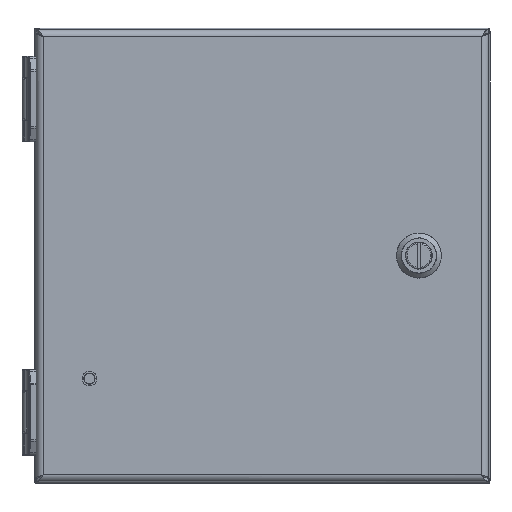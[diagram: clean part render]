
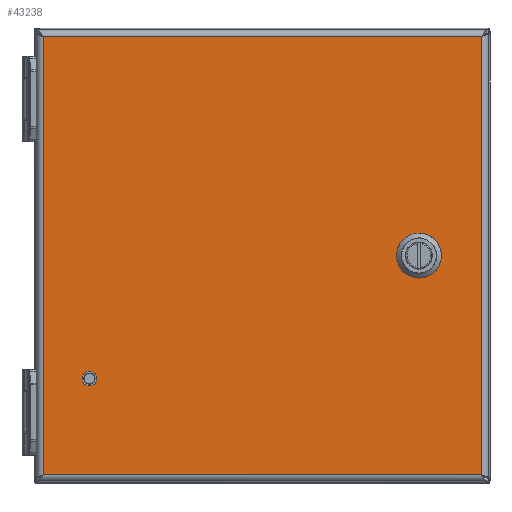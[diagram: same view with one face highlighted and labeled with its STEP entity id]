
A CAD part, top view. The second image highlights one B-rep face of the part: STEP entity #43238.
In plain terms, the highlighted planar face has unit normal (0, 0, 1).
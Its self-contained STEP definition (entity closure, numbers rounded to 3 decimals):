
#1345 = ORIENTED_EDGE ( 'NONE', *, *, #17786, .T. ) ;
#1868 = AXIS2_PLACEMENT_3D ( 'NONE', #79890, #166050, #94670 ) ;
#1934 = EDGE_CURVE ( 'NONE', #28015, #171864, #180506, .T. ) ;
#3383 = LINE ( 'NONE', #41539, #24546 ) ;
#3854 = CARTESIAN_POINT ( 'NONE',  ( 3.849, 3.85, 6.185 ) ) ;
#5205 = ORIENTED_EDGE ( 'NONE', *, *, #22020, .T. ) ;
#7195 = CIRCLE ( 'NONE', #131578, 0.32 ) ;
#8948 = FACE_OUTER_BOUND ( 'NONE', #72969, .T. ) ;
#9026 = EDGE_CURVE ( 'NONE', #165873, #74734, #89993, .T. ) ;
#9328 = VERTEX_POINT ( 'NONE', #78864 ) ;
#9843 = DIRECTION ( 'NONE',  ( 0., 0., 1. ) ) ;
#12709 = VERTEX_POINT ( 'NONE', #23418 ) ;
#14141 = AXIS2_PLACEMENT_3D ( 'NONE', #26072, #80776, #123403 ) ;
#15374 = CIRCLE ( 'NONE', #172301, 0.32 ) ;
#16825 = CARTESIAN_POINT ( 'NONE',  ( 2.663, -0.308, 6.185 ) ) ;
#17786 = EDGE_CURVE ( 'NONE', #9328, #124685, #52681, .T. ) ;
#20294 = VERTEX_POINT ( 'NONE', #175993 ) ;
#22020 = EDGE_CURVE ( 'NONE', #97140, #95046, #83233, .T. ) ;
#22223 = ORIENTED_EDGE ( 'NONE', *, *, #143345, .T. ) ;
#22588 = LINE ( 'NONE', #134754, #138892 ) ;
#23418 = CARTESIAN_POINT ( 'NONE',  ( 2.84, -0.308, 6.185 ) ) ;
#23437 = ORIENTED_EDGE ( 'NONE', *, *, #27687, .T. ) ;
#24546 = VECTOR ( 'NONE', #154584, 39.37 ) ;
#25785 = CARTESIAN_POINT ( 'NONE',  ( -0.001, 3.85, 6.185 ) ) ;
#26072 = CARTESIAN_POINT ( 'NONE',  ( 2.751, 0., 6.185 ) ) ;
#27687 = EDGE_CURVE ( 'NONE', #95046, #9328, #7195, .T. ) ;
#28015 = VERTEX_POINT ( 'NONE', #177285 ) ;
#30105 = ORIENTED_EDGE ( 'NONE', *, *, #112914, .T. ) ;
#31860 = CARTESIAN_POINT ( 'NONE',  ( -3.851, -3.85, 6.185 ) ) ;
#37731 = VECTOR ( 'NONE', #173442, 39.37 ) ;
#38743 = CARTESIAN_POINT ( 'NONE',  ( 2.84, 0.308, 6.185 ) ) ;
#39071 = EDGE_CURVE ( 'NONE', #124685, #136749, #15374, .T. ) ;
#39546 = FACE_BOUND ( 'NONE', #67289, .T. ) ;
#40489 = DIRECTION ( 'NONE',  ( 1., 0., 0. ) ) ;
#41539 = CARTESIAN_POINT ( 'NONE',  ( 3.059, -0.088, 6.185 ) ) ;
#43238 = ADVANCED_FACE ( 'NONE', ( #119286, #39546, #8948 ), #153552, .T. ) ;
#44700 = DIRECTION ( 'NONE',  ( 0., 0., -1. ) ) ;
#45733 = DIRECTION ( 'NONE',  ( 0., 0., -1. ) ) ;
#50967 = EDGE_CURVE ( 'NONE', #171864, #156588, #171392, .T. ) ;
#52681 = LINE ( 'NONE', #38743, #153725 ) ;
#59865 = EDGE_LOOP ( 'NONE', ( #182912, #5205, #23437, #1345, #154033, #64417, #30105, #92505 ) ) ;
#63203 = CARTESIAN_POINT ( 'NONE',  ( 2.663, 0.308, 6.185 ) ) ;
#64417 = ORIENTED_EDGE ( 'NONE', *, *, #123743, .T. ) ;
#67289 = EDGE_LOOP ( 'NONE', ( #22223 ) ) ;
#72969 = EDGE_LOOP ( 'NONE', ( #101190, #119136, #94328, #162560 ) ) ;
#74734 = VERTEX_POINT ( 'NONE', #94949 ) ;
#78864 = CARTESIAN_POINT ( 'NONE',  ( 2.84, 0.308, 6.185 ) ) ;
#79685 = DIRECTION ( 'NONE',  ( 1., 0., 0. ) ) ;
#79890 = CARTESIAN_POINT ( 'NONE',  ( 2.751, 0., 6.185 ) ) ;
#80776 = DIRECTION ( 'NONE',  ( 0., 0., -1. ) ) ;
#80973 = DIRECTION ( 'NONE',  ( 0., 1., 0. ) ) ;
#83233 = LINE ( 'NONE', #109175, #127609 ) ;
#85211 = CIRCLE ( 'NONE', #14141, 0.32 ) ;
#87679 = CARTESIAN_POINT ( 'NONE',  ( -3.851, 0., 6.185 ) ) ;
#89172 = CARTESIAN_POINT ( 'NONE',  ( 2.663, -0.308, 6.185 ) ) ;
#89993 = LINE ( 'NONE', #16825, #37731 ) ;
#90535 = AXIS2_PLACEMENT_3D ( 'NONE', #155944, #44700, #125390 ) ;
#92505 = ORIENTED_EDGE ( 'NONE', *, *, #9026, .T. ) ;
#94328 = ORIENTED_EDGE ( 'NONE', *, *, #154751, .T. ) ;
#94670 = DIRECTION ( 'NONE',  ( 1., 0., 0. ) ) ;
#94949 = CARTESIAN_POINT ( 'NONE',  ( 2.444, -0.088, 6.185 ) ) ;
#95046 = VERTEX_POINT ( 'NONE', #63203 ) ;
#95137 = CARTESIAN_POINT ( 'NONE',  ( -0.001, 0., 6.185 ) ) ;
#97140 = VERTEX_POINT ( 'NONE', #109565 ) ;
#99531 = CIRCLE ( 'NONE', #1868, 0.32 ) ;
#101190 = ORIENTED_EDGE ( 'NONE', *, *, #1934, .T. ) ;
#102755 = DIRECTION ( 'NONE',  ( 1., 0., 0. ) ) ;
#108255 = VECTOR ( 'NONE', #102755, 39.37 ) ;
#108279 = DIRECTION ( 'NONE',  ( -1., 0., 0. ) ) ;
#109175 = CARTESIAN_POINT ( 'NONE',  ( 2.444, 0.088, 6.185 ) ) ;
#109565 = CARTESIAN_POINT ( 'NONE',  ( 2.444, 0.088, 6.185 ) ) ;
#112914 = EDGE_CURVE ( 'NONE', #12709, #165873, #85211, .T. ) ;
#115991 = CARTESIAN_POINT ( 'NONE',  ( 3.849, -3.85, 6.185 ) ) ;
#119136 = ORIENTED_EDGE ( 'NONE', *, *, #50967, .T. ) ;
#119286 = FACE_BOUND ( 'NONE', #59865, .T. ) ;
#123403 = DIRECTION ( 'NONE',  ( 1., 0., 0. ) ) ;
#123743 = EDGE_CURVE ( 'NONE', #136749, #12709, #3383, .T. ) ;
#124685 = VERTEX_POINT ( 'NONE', #143416 ) ;
#125390 = DIRECTION ( 'NONE',  ( 1., 0., 0. ) ) ;
#127609 = VECTOR ( 'NONE', #138846, 39.37 ) ;
#131578 = AXIS2_PLACEMENT_3D ( 'NONE', #171804, #45733, #161534 ) ;
#134754 = CARTESIAN_POINT ( 'NONE',  ( 3.849, 0., 6.185 ) ) ;
#136097 = EDGE_CURVE ( 'NONE', #74734, #97140, #99531, .T. ) ;
#136749 = VERTEX_POINT ( 'NONE', #176050 ) ;
#138846 = DIRECTION ( 'NONE',  ( 0.707, 0.707, 0. ) ) ;
#138892 = VECTOR ( 'NONE', #80973, 39.37 ) ;
#138977 = CARTESIAN_POINT ( 'NONE',  ( 2.751, 0., 6.185 ) ) ;
#143345 = EDGE_CURVE ( 'NONE', #20294, #20294, #170490, .T. ) ;
#143416 = CARTESIAN_POINT ( 'NONE',  ( 3.059, 0.088, 6.185 ) ) ;
#144506 = VECTOR ( 'NONE', #172935, 39.37 ) ;
#148879 = AXIS2_PLACEMENT_3D ( 'NONE', #95137, #9843, #40489 ) ;
#150124 = DIRECTION ( 'NONE',  ( 0., 0., -1. ) ) ;
#153552 = PLANE ( 'NONE',  #148879 ) ;
#153725 = VECTOR ( 'NONE', #163876, 39.37 ) ;
#154033 = ORIENTED_EDGE ( 'NONE', *, *, #39071, .T. ) ;
#154584 = DIRECTION ( 'NONE',  ( -0.707, -0.707, 0. ) ) ;
#154751 = EDGE_CURVE ( 'NONE', #156588, #158552, #22588, .T. ) ;
#155944 = CARTESIAN_POINT ( 'NONE',  ( -3.036, -2.16, 6.185 ) ) ;
#156588 = VERTEX_POINT ( 'NONE', #115991 ) ;
#157244 = EDGE_CURVE ( 'NONE', #158552, #28015, #166670, .T. ) ;
#158552 = VERTEX_POINT ( 'NONE', #3854 ) ;
#161534 = DIRECTION ( 'NONE',  ( 1., 0., 0. ) ) ;
#162560 = ORIENTED_EDGE ( 'NONE', *, *, #157244, .T. ) ;
#163876 = DIRECTION ( 'NONE',  ( 0.707, -0.707, 0. ) ) ;
#165873 = VERTEX_POINT ( 'NONE', #89172 ) ;
#166050 = DIRECTION ( 'NONE',  ( 0., 0., -1. ) ) ;
#166670 = LINE ( 'NONE', #25785, #171532 ) ;
#170490 = CIRCLE ( 'NONE', #90535, 0.098 ) ;
#171392 = LINE ( 'NONE', #172298, #108255 ) ;
#171532 = VECTOR ( 'NONE', #108279, 39.37 ) ;
#171804 = CARTESIAN_POINT ( 'NONE',  ( 2.751, 0., 6.185 ) ) ;
#171864 = VERTEX_POINT ( 'NONE', #31860 ) ;
#172298 = CARTESIAN_POINT ( 'NONE',  ( -0.001, -3.85, 6.185 ) ) ;
#172301 = AXIS2_PLACEMENT_3D ( 'NONE', #138977, #150124, #79685 ) ;
#172935 = DIRECTION ( 'NONE',  ( 0., -1., 0. ) ) ;
#173442 = DIRECTION ( 'NONE',  ( -0.707, 0.707, 0. ) ) ;
#175993 = CARTESIAN_POINT ( 'NONE',  ( -2.937, -2.16, 6.185 ) ) ;
#176050 = CARTESIAN_POINT ( 'NONE',  ( 3.059, -0.088, 6.185 ) ) ;
#177285 = CARTESIAN_POINT ( 'NONE',  ( -3.851, 3.85, 6.185 ) ) ;
#180506 = LINE ( 'NONE', #87679, #144506 ) ;
#182912 = ORIENTED_EDGE ( 'NONE', *, *, #136097, .T. ) ;
